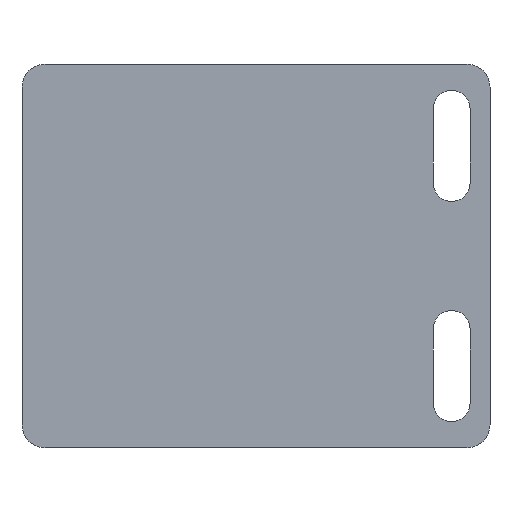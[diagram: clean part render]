
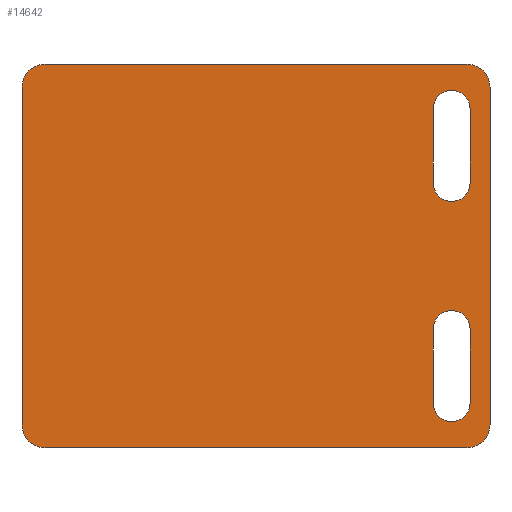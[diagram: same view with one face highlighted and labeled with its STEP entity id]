
A CAD part, left-side view. The second image highlights one B-rep face of the part: STEP entity #14642.
In plain terms, the highlighted face is planar.
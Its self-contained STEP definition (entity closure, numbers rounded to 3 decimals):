
#14086=DIRECTION('',(-1.,0.,0.));
#14087=VECTOR('',#14086,9.7);
#14088=CARTESIAN_POINT('',(19.2,-28.6,-7.5));
#14089=LINE('',#14088,#14087);
#14090=CARTESIAN_POINT('',(19.2,-31.,-7.5));
#14091=DIRECTION('',(0.,0.,1.));
#14092=DIRECTION('',(0.,-1.,0.));
#14093=AXIS2_PLACEMENT_3D('',#14090,#14091,#14092);
#14095=DIRECTION('',(1.,0.,0.));
#14096=VECTOR('',#14095,9.7);
#14097=CARTESIAN_POINT('',(9.5,-33.4,-7.5));
#14098=LINE('',#14097,#14096);
#14099=CARTESIAN_POINT('',(9.5,-31.,-7.5));
#14100=DIRECTION('',(0.,0.,1.));
#14101=DIRECTION('',(0.,1.,0.));
#14102=AXIS2_PLACEMENT_3D('',#14099,#14100,#14101);
#14104=CARTESIAN_POINT('',(-19.2,-31.,-7.5));
#14105=DIRECTION('',(0.,0.,1.));
#14106=DIRECTION('',(0.,1.,0.));
#14107=AXIS2_PLACEMENT_3D('',#14104,#14105,#14106);
#14109=DIRECTION('',(-1.,0.,0.));
#14110=VECTOR('',#14109,9.7);
#14111=CARTESIAN_POINT('',(-9.5,-28.6,-7.5));
#14112=LINE('',#14111,#14110);
#14113=CARTESIAN_POINT('',(-9.5,-31.,-7.5));
#14114=DIRECTION('',(0.,0.,1.));
#14115=DIRECTION('',(0.,-1.,0.));
#14116=AXIS2_PLACEMENT_3D('',#14113,#14114,#14115);
#14118=DIRECTION('',(1.,0.,0.));
#14119=VECTOR('',#14118,9.7);
#14120=CARTESIAN_POINT('',(-19.2,-33.4,-7.5));
#14121=LINE('',#14120,#14119);
#14122=CARTESIAN_POINT('',(22.,22.,-7.5));
#14123=DIRECTION('',(0.,0.,-1.));
#14124=DIRECTION('',(0.,1.,0.));
#14125=AXIS2_PLACEMENT_3D('',#14122,#14123,#14124);
#14127=DIRECTION('',(1.,0.,0.));
#14128=VECTOR('',#14127,44.);
#14129=CARTESIAN_POINT('',(-22.,25.,-7.5));
#14130=LINE('',#14129,#14128);
#14131=CARTESIAN_POINT('',(-22.,22.,-7.5));
#14132=DIRECTION('',(0.,0.,-1.));
#14133=DIRECTION('',(-1.,0.,0.));
#14134=AXIS2_PLACEMENT_3D('',#14131,#14132,#14133);
#14136=DIRECTION('',(0.,1.,0.));
#14137=VECTOR('',#14136,55.);
#14138=CARTESIAN_POINT('',(-25.,-33.,-7.5));
#14139=LINE('',#14138,#14137);
#14140=CARTESIAN_POINT('',(-22.,-33.,-7.5));
#14141=DIRECTION('',(0.,0.,-1.));
#14142=DIRECTION('',(0.,-1.,0.));
#14143=AXIS2_PLACEMENT_3D('',#14140,#14141,#14142);
#14145=DIRECTION('',(-1.,0.,0.));
#14146=VECTOR('',#14145,44.);
#14147=CARTESIAN_POINT('',(22.,-36.,-7.5));
#14148=LINE('',#14147,#14146);
#14149=CARTESIAN_POINT('',(22.,-33.,-7.5));
#14150=DIRECTION('',(0.,0.,-1.));
#14151=DIRECTION('',(1.,0.,0.));
#14152=AXIS2_PLACEMENT_3D('',#14149,#14150,#14151);
#14154=DIRECTION('',(0.,-1.,0.));
#14155=VECTOR('',#14154,55.);
#14156=CARTESIAN_POINT('',(25.,22.,-7.5));
#14157=LINE('',#14156,#14155);
#14218=CARTESIAN_POINT('',(19.2,-28.6,-7.5));
#14219=CARTESIAN_POINT('',(9.5,-28.6,-7.5));
#14220=VERTEX_POINT('',#14218);
#14221=VERTEX_POINT('',#14219);
#14222=CARTESIAN_POINT('',(9.5,-33.4,-7.5));
#14223=VERTEX_POINT('',#14222);
#14224=CARTESIAN_POINT('',(19.2,-33.4,-7.5));
#14225=VERTEX_POINT('',#14224);
#14226=CARTESIAN_POINT('',(-19.2,-28.6,-7.5));
#14227=CARTESIAN_POINT('',(-19.2,-33.4,-7.5));
#14228=VERTEX_POINT('',#14226);
#14229=VERTEX_POINT('',#14227);
#14230=CARTESIAN_POINT('',(-9.5,-33.4,-7.5));
#14231=VERTEX_POINT('',#14230);
#14232=CARTESIAN_POINT('',(-9.5,-28.6,-7.5));
#14233=VERTEX_POINT('',#14232);
#14286=CARTESIAN_POINT('',(22.,25.,-7.5));
#14287=VERTEX_POINT('',#14286);
#14288=CARTESIAN_POINT('',(25.,22.,-7.5));
#14289=VERTEX_POINT('',#14288);
#14294=CARTESIAN_POINT('',(-25.,22.,-7.5));
#14295=VERTEX_POINT('',#14294);
#14296=CARTESIAN_POINT('',(-22.,25.,-7.5));
#14297=VERTEX_POINT('',#14296);
#14302=CARTESIAN_POINT('',(25.,-33.,-7.5));
#14303=VERTEX_POINT('',#14302);
#14304=CARTESIAN_POINT('',(22.,-36.,-7.5));
#14305=VERTEX_POINT('',#14304);
#14310=CARTESIAN_POINT('',(-22.,-36.,-7.5));
#14311=VERTEX_POINT('',#14310);
#14312=CARTESIAN_POINT('',(-25.,-33.,-7.5));
#14313=VERTEX_POINT('',#14312);
#14607=CARTESIAN_POINT('',(0.,0.,-7.5));
#14608=DIRECTION('',(0.,0.,-1.));
#14609=DIRECTION('',(-1.,0.,0.));
#14610=AXIS2_PLACEMENT_3D('',#14607,#14608,#14609);
#14611=PLANE('',#14610);
#14612=ORIENTED_EDGE('',*,*,#14342,.F.);
#14613=ORIENTED_EDGE('',*,*,#14358,.F.);
#14614=ORIENTED_EDGE('',*,*,#14371,.F.);
#14615=ORIENTED_EDGE('',*,*,#14390,.F.);
#14617=ORIENTED_EDGE('',*,*,#14616,.F.);
#14619=ORIENTED_EDGE('',*,*,#14618,.F.);
#14621=ORIENTED_EDGE('',*,*,#14620,.F.);
#14623=ORIENTED_EDGE('',*,*,#14622,.F.);
#14624=EDGE_LOOP('',(#14612,#14613,#14614,#14615,#14617,#14619,#14621,#14623));
#14625=FACE_OUTER_BOUND('',#14624,.F.);
#14626=ORIENTED_EDGE('',*,*,#14589,.F.);
#14627=ORIENTED_EDGE('',*,*,#14575,.F.);
#14628=ORIENTED_EDGE('',*,*,#14561,.F.);
#14629=ORIENTED_EDGE('',*,*,#14602,.F.);
#14630=EDGE_LOOP('',(#14626,#14627,#14628,#14629));
#14631=FACE_BOUND('',#14630,.F.);
#14633=ORIENTED_EDGE('',*,*,#14632,.F.);
#14635=ORIENTED_EDGE('',*,*,#14634,.F.);
#14637=ORIENTED_EDGE('',*,*,#14636,.F.);
#14639=ORIENTED_EDGE('',*,*,#14638,.F.);
#14640=EDGE_LOOP('',(#14633,#14635,#14637,#14639));
#14641=FACE_BOUND('',#14640,.F.);
#14642=ADVANCED_FACE('',(#14625,#14631,#14641),#14611,.T.);
#14094=CIRCLE('',#14093,2.4);
#14103=CIRCLE('',#14102,2.4);
#14108=CIRCLE('',#14107,2.4);
#14117=CIRCLE('',#14116,2.4);
#14126=CIRCLE('',#14125,3.);
#14135=CIRCLE('',#14134,3.);
#14144=CIRCLE('',#14143,3.);
#14153=CIRCLE('',#14152,3.);
#14342=EDGE_CURVE('',#14287,#14289,#14126,.T.);
#14358=EDGE_CURVE('',#14297,#14287,#14130,.T.);
#14371=EDGE_CURVE('',#14295,#14297,#14135,.T.);
#14390=EDGE_CURVE('',#14313,#14295,#14139,.T.);
#14561=EDGE_CURVE('',#14231,#14233,#14117,.T.);
#14575=EDGE_CURVE('',#14233,#14228,#14112,.T.);
#14589=EDGE_CURVE('',#14228,#14229,#14108,.T.);
#14602=EDGE_CURVE('',#14229,#14231,#14121,.T.);
#14616=EDGE_CURVE('',#14311,#14313,#14144,.T.);
#14618=EDGE_CURVE('',#14305,#14311,#14148,.T.);
#14620=EDGE_CURVE('',#14303,#14305,#14153,.T.);
#14622=EDGE_CURVE('',#14289,#14303,#14157,.T.);
#14632=EDGE_CURVE('',#14220,#14221,#14089,.T.);
#14634=EDGE_CURVE('',#14225,#14220,#14094,.T.);
#14636=EDGE_CURVE('',#14223,#14225,#14098,.T.);
#14638=EDGE_CURVE('',#14221,#14223,#14103,.T.);
